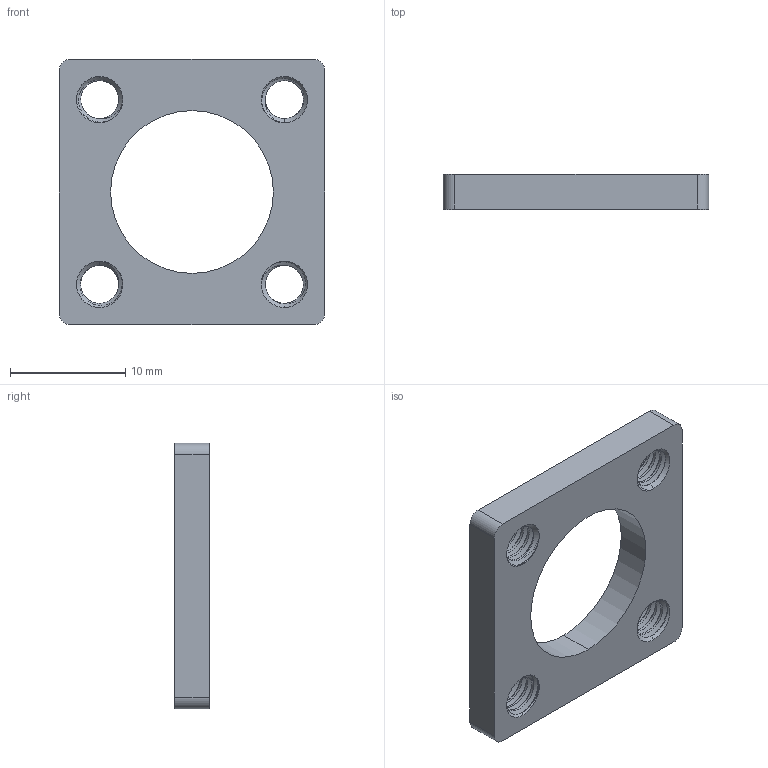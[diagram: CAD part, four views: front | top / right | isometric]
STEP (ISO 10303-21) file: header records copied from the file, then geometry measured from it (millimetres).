
FILE_DESCRIPTION (( 'STEP AP203' ), '1' );
FILE_NAME ('2803-0023-0023.STEP', '2018-02-02T16:48:21', ( '' ), ( '' ), 'SwSTEP 2.0', 'SolidWorks 2016', '' );
FILE_SCHEMA (( 'CONFIG_CONTROL_DESIGN' ));
Length unit declared in the file: millimetre
Products named in the file (1): 2803-0023-0023
Bounding box: 23 x 3 x 23 mm (x, y, z)
Volume: 991.2 mm3; surface area: 1262.6 mm2
Topology: 1 solids, 1 shells, 120 faces, 332 edges, 214 vertices
Faces by surface type: cylinder 80, cone 26, bspline 8, plane 6
Entity records: 13423 total; most frequent: CARTESIAN_POINT 10733, ORIENTED_EDGE 664, DIRECTION 444, EDGE_CURVE 332, VERTEX_POINT 214, AXIS2_PLACEMENT_3D 171, EDGE_LOOP 130, FACE_OUTER_BOUND 120
